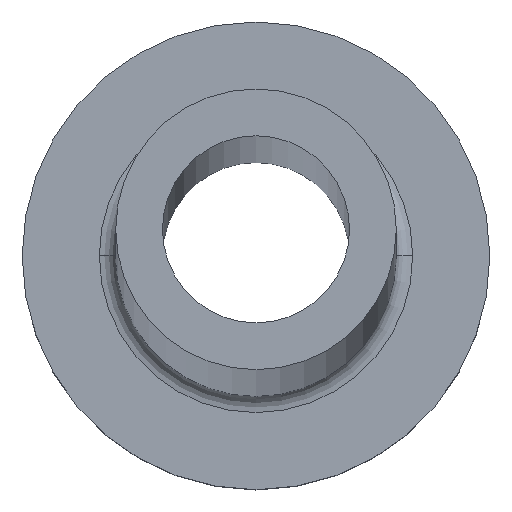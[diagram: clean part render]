
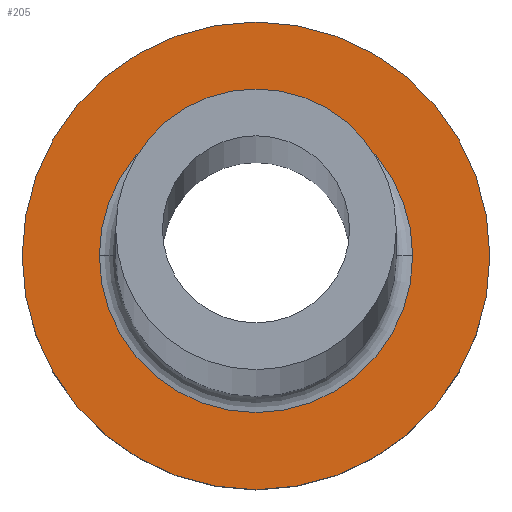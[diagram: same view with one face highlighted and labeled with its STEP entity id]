
A CAD part, top view. The second image highlights one B-rep face of the part: STEP entity #205.
In plain terms, the highlighted planar face has unit normal (0, 0, 1).
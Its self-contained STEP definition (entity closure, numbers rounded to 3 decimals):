
#25 = AXIS2_PLACEMENT_3D ( 'NONE', #36, #154, #333 ) ;
#36 = CARTESIAN_POINT ( 'NONE',  ( 0., 0., 7. ) ) ;
#39 = AXIS2_PLACEMENT_3D ( 'NONE', #259, #152, #178 ) ;
#44 = DIRECTION ( 'NONE',  ( 1., 0., 0. ) ) ;
#47 = EDGE_LOOP ( 'NONE', ( #132, #265 ) ) ;
#58 = CIRCLE ( 'NONE', #25, 10. ) ;
#68 = CARTESIAN_POINT ( 'NONE',  ( 0., 0., 7. ) ) ;
#84 = VERTEX_POINT ( 'NONE', #286 ) ;
#101 = DIRECTION ( 'NONE',  ( 1., 0., 0. ) ) ;
#102 = EDGE_CURVE ( 'NONE', #267, #375, #111, .T. ) ;
#111 = CIRCLE ( 'NONE', #263, 10. ) ;
#119 = DIRECTION ( 'NONE',  ( 1., 0., 0. ) ) ;
#129 = CARTESIAN_POINT ( 'NONE',  ( -6.7, 0., 7. ) ) ;
#132 = ORIENTED_EDGE ( 'NONE', *, *, #184, .T. ) ;
#133 = CARTESIAN_POINT ( 'NONE',  ( -10., 0., 7. ) ) ;
#143 = CIRCLE ( 'NONE', #235, 6.7 ) ;
#152 = DIRECTION ( 'NONE',  ( 0., 0., 1. ) ) ;
#154 = DIRECTION ( 'NONE',  ( 0., 0., 1. ) ) ;
#173 = DIRECTION ( 'NONE',  ( 0., 0., 1. ) ) ;
#175 = VERTEX_POINT ( 'NONE', #129 ) ;
#176 = CARTESIAN_POINT ( 'NONE',  ( 10., 0., 7. ) ) ;
#178 = DIRECTION ( 'NONE',  ( 1., 0., 0. ) ) ;
#180 = ORIENTED_EDGE ( 'NONE', *, *, #244, .T. ) ;
#184 = EDGE_CURVE ( 'NONE', #375, #267, #58, .T. ) ;
#191 = CARTESIAN_POINT ( 'NONE',  ( 0., 0., 7. ) ) ;
#204 = CIRCLE ( 'NONE', #341, 6.7 ) ;
#205 = ADVANCED_FACE ( 'NONE', ( #334, #325 ), #241, .T. ) ;
#235 = AXIS2_PLACEMENT_3D ( 'NONE', #68, #336, #101 ) ;
#241 = PLANE ( 'NONE',  #39 ) ;
#244 = EDGE_CURVE ( 'NONE', #175, #84, #143, .T. ) ;
#259 = CARTESIAN_POINT ( 'NONE',  ( 0., 0., 7. ) ) ;
#263 = AXIS2_PLACEMENT_3D ( 'NONE', #357, #173, #119 ) ;
#265 = ORIENTED_EDGE ( 'NONE', *, *, #102, .T. ) ;
#267 = VERTEX_POINT ( 'NONE', #176 ) ;
#286 = CARTESIAN_POINT ( 'NONE',  ( 6.7, 0., 7. ) ) ;
#305 = DIRECTION ( 'NONE',  ( 0., 0., -1. ) ) ;
#325 = FACE_OUTER_BOUND ( 'NONE', #47, .T. ) ;
#330 = ORIENTED_EDGE ( 'NONE', *, *, #339, .T. ) ;
#333 = DIRECTION ( 'NONE',  ( 1., 0., 0. ) ) ;
#334 = FACE_BOUND ( 'NONE', #346, .T. ) ;
#336 = DIRECTION ( 'NONE',  ( 0., 0., -1. ) ) ;
#339 = EDGE_CURVE ( 'NONE', #84, #175, #204, .T. ) ;
#341 = AXIS2_PLACEMENT_3D ( 'NONE', #191, #305, #44 ) ;
#346 = EDGE_LOOP ( 'NONE', ( #330, #180 ) ) ;
#357 = CARTESIAN_POINT ( 'NONE',  ( 0., 0., 7. ) ) ;
#375 = VERTEX_POINT ( 'NONE', #133 ) ;
